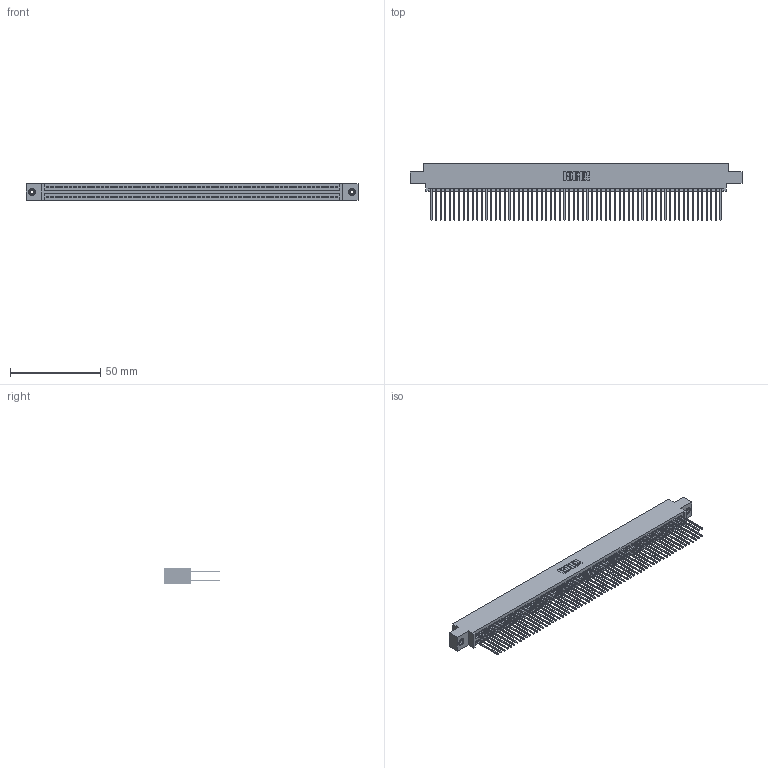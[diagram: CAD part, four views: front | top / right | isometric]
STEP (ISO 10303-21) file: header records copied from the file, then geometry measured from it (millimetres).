
FILE_DESCRIPTION (( 'STEP AP203' ), '1' );
FILE_NAME ('345-128-542-808.STEP', '2019-11-07T09:08:32', ( '' ), ( '' ), 'SwSTEP 2.0', 'SolidWorks 2016', '' );
FILE_SCHEMA (( 'CONFIG_CONTROL_DESIGN' ));
Length unit declared in the file: inch
Products named in the file (4): 345-250-001_345-250-003-102; 345-292-001_345-293-142; 345-128-542-808; 345 Part_0.170 Offset - 0.156 Dia-TI
Assembly tree (131 placements, depth 2):
  345-128-542-808
    345 Part_0.170 Offset - 0.156 Dia-TI
    345-292-001_345-293-142  x128
    345-250-001_345-250-003-102  x2
Bounding box: 183.77 x 31.29 x 9.4 mm (x, y, z)
Volume: 18532.5 mm3; surface area: 30765.6 mm2
Topology: 131 solids, 131 shells, 6590 faces, 19561 edges, 12862 vertices
Faces by surface type: plane 4340, cylinder 2234, cone 12, torus 4
Entity records: 48590 total; most frequent: CARTESIAN_POINT 8107, ORIENTED_EDGE 8034, DIRECTION 7147, EDGE_CURVE 4017, LINE 3609, VECTOR 3609, VERTEX_POINT 2672, AXIS2_PLACEMENT_3D 1769
